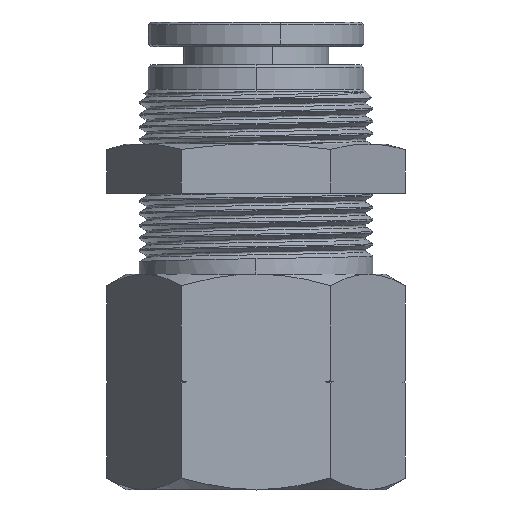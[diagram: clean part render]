
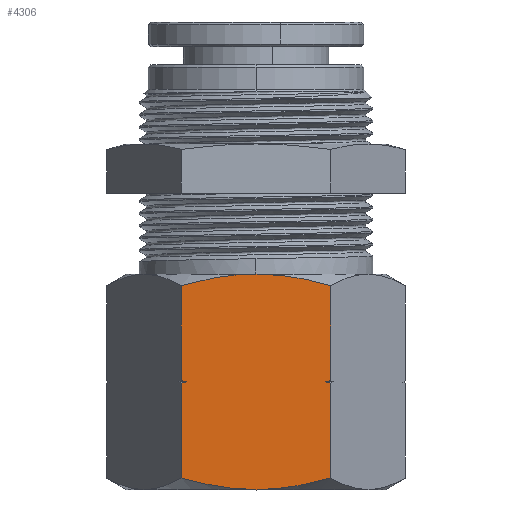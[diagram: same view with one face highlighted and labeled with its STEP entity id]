
A CAD part, top view. The second image highlights one B-rep face of the part: STEP entity #4306.
In plain terms, the highlighted planar face has unit normal (0, 0, 1).
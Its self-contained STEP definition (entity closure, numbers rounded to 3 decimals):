
#132 = EDGE_CURVE ( 'NONE', #25825, #23011, #24491, .T. ) ;
#258 = CARTESIAN_POINT ( 'NONE',  ( 6.062, -11.05, 10.5 ) ) ;
#483 = CARTESIAN_POINT ( 'NONE',  ( -5.926, -11.016, 10.5 ) ) ;
#596 = CARTESIAN_POINT ( 'NONE',  ( -5.789, -10.918, 10.5 ) ) ;
#1082 = VERTEX_POINT ( 'NONE', #26213 ) ;
#1385 = CARTESIAN_POINT ( 'NONE',  ( 6.062, -3.138, 10.5 ) ) ;
#1488 = DIRECTION ( 'NONE',  ( 0., -1., 0. ) ) ;
#1764 = CARTESIAN_POINT ( 'NONE',  ( -2.043, -2.288, 10.5 ) ) ;
#2177 = CARTESIAN_POINT ( 'NONE',  ( 1.029, -19.678, 10.5 ) ) ;
#2515 = CARTESIAN_POINT ( 'NONE',  ( 5.789, -10.918, 10.5 ) ) ;
#3436 = VERTEX_POINT ( 'NONE', #13917 ) ;
#3839 = B_SPLINE_CURVE_WITH_KNOTS ( 'NONE', 3,
 ( #30896, #33650, #7017, #25676, #9681, #28311 ),
 .UNSPECIFIED., .F., .F.,
 ( 4, 2, 4 ),
 ( 0.046, 0.049, 0.052 ),
 .UNSPECIFIED. ) ;
#3944 = CARTESIAN_POINT ( 'NONE',  ( -6.062, -18.762, 10.5 ) ) ;
#4006 = ORIENTED_EDGE ( 'NONE', *, *, #22038, .F. ) ;
#4177 = DIRECTION ( 'NONE',  ( 0., -1., 0. ) ) ;
#4205 = ORIENTED_EDGE ( 'NONE', *, *, #19282, .F. ) ;
#4306 = ADVANCED_FACE ( 'NONE', ( #24586 ), #17929, .F. ) ;
#4457 = CARTESIAN_POINT ( 'NONE',  ( 0., -2.2, 10.5 ) ) ;
#4715 = EDGE_CURVE ( 'NONE', #31039, #26125, #15189, .T. ) ;
#4777 = DIRECTION ( 'NONE',  ( 0., 0., -1. ) ) ;
#4819 = B_SPLINE_CURVE_WITH_KNOTS ( 'NONE', 3,
 ( #13990, #596, #22024, #6080 ),
 .UNSPECIFIED., .F., .F.,
 ( 4, 4 ),
 ( 0.02, 0.02 ),
 .UNSPECIFIED. ) ;
#4871 = CARTESIAN_POINT ( 'NONE',  ( 0., -19.7, 10.5 ) ) ;
#5331 = CARTESIAN_POINT ( 'NONE',  ( -5.652, -10.95, 10.5 ) ) ;
#5614 = LINE ( 'NONE', #18150, #18931 ) ;
#6053 = B_SPLINE_CURVE_WITH_KNOTS ( 'NONE', 3,
 ( #22959, #12363, #17718, #1764, #20386, #4457 ),
 .UNSPECIFIED., .F., .F.,
 ( 4, 2, 4 ),
 ( 0.011, 0.014, 0.017 ),
 .UNSPECIFIED. ) ;
#6080 = CARTESIAN_POINT ( 'NONE',  ( -6.062, -10.85, 10.5 ) ) ;
#6391 = B_SPLINE_CURVE_WITH_KNOTS ( 'NONE', 3,
 ( #34534, #15811, #2515, #21150 ),
 .UNSPECIFIED., .F., .F.,
 ( 4, 4 ),
 ( 0.008, 0.008 ),
 .UNSPECIFIED. ) ;
#6514 = VECTOR ( 'NONE', #1488, 1000. ) ;
#6706 = ORIENTED_EDGE ( 'NONE', *, *, #18317, .F. ) ;
#6943 = CARTESIAN_POINT ( 'NONE',  ( -6.062, -2.2, 10.5 ) ) ;
#7017 = CARTESIAN_POINT ( 'NONE',  ( -2.043, -19.612, 10.5 ) ) ;
#7219 = B_SPLINE_CURVE_WITH_KNOTS ( 'NONE', 3,
 ( #13551, #29512, #16253, #258 ),
 .UNSPECIFIED., .F., .F.,
 ( 4, 4 ),
 ( 0.02, 0.02 ),
 .UNSPECIFIED. ) ;
#7414 = CARTESIAN_POINT ( 'NONE',  ( 5.082, -19.045, 10.5 ) ) ;
#7496 = CARTESIAN_POINT ( 'NONE',  ( 1.029, -2.222, 10.5 ) ) ;
#8067 = EDGE_CURVE ( 'NONE', #16586, #16323, #21477, .T. ) ;
#8096 = VECTOR ( 'NONE', #4177, 1000. ) ;
#8385 = CARTESIAN_POINT ( 'NONE',  ( 6.062, -10.85, 10.5 ) ) ;
#8509 = CARTESIAN_POINT ( 'NONE',  ( -5.652, -10.95, 10.5 ) ) ;
#8859 = ORIENTED_EDGE ( 'NONE', *, *, #20204, .F. ) ;
#8921 = ORIENTED_EDGE ( 'NONE', *, *, #8067, .F. ) ;
#9681 = CARTESIAN_POINT ( 'NONE',  ( -5.075, -19.047, 10.5 ) ) ;
#10174 = CARTESIAN_POINT ( 'NONE',  ( 2.572, -2.373, 10.5 ) ) ;
#10978 = VERTEX_POINT ( 'NONE', #19231 ) ;
#11025 = EDGE_CURVE ( 'NONE', #19366, #26125, #4819, .T. ) ;
#11289 = B_SPLINE_CURVE_WITH_KNOTS ( 'NONE', 3,
 ( #12774, #7414, #15461, #34186, #18130, #2177, #20800, #4871 ),
 .UNSPECIFIED., .F., .F.,
 ( 4, 2, 2, 4 ),
 ( 0.039, 0.042, 0.044, 0.046 ),
 .UNSPECIFIED. ) ;
#12363 = CARTESIAN_POINT ( 'NONE',  ( -5.075, -2.853, 10.5 ) ) ;
#12774 = CARTESIAN_POINT ( 'NONE',  ( 6.062, -18.762, 10.5 ) ) ;
#12859 = CARTESIAN_POINT ( 'NONE',  ( 5.082, -2.855, 10.5 ) ) ;
#13268 = VERTEX_POINT ( 'NONE', #17868 ) ;
#13551 = CARTESIAN_POINT ( 'NONE',  ( 5.652, -10.95, 10.5 ) ) ;
#13917 = CARTESIAN_POINT ( 'NONE',  ( 6.062, -11.05, 10.5 ) ) ;
#13990 = CARTESIAN_POINT ( 'NONE',  ( -5.652, -10.95, 10.5 ) ) ;
#14756 = CARTESIAN_POINT ( 'NONE',  ( -6.062, -2.2, 10.5 ) ) ;
#15189 = LINE ( 'NONE', #14756, #8096 ) ;
#15461 = CARTESIAN_POINT ( 'NONE',  ( 4.089, -19.281, 10.5 ) ) ;
#15474 = DIRECTION ( 'NONE',  ( 0., -1., 0. ) ) ;
#15510 = EDGE_CURVE ( 'NONE', #25825, #19366, #20996, .T. ) ;
#15811 = CARTESIAN_POINT ( 'NONE',  ( 5.926, -10.884, 10.5 ) ) ;
#16253 = CARTESIAN_POINT ( 'NONE',  ( 5.926, -11.016, 10.5 ) ) ;
#16323 = VERTEX_POINT ( 'NONE', #8385 ) ;
#16586 = VERTEX_POINT ( 'NONE', #1385 ) ;
#16616 = ORIENTED_EDGE ( 'NONE', *, *, #132, .T. ) ;
#17718 = CARTESIAN_POINT ( 'NONE',  ( -4.066, -2.614, 10.5 ) ) ;
#17868 = CARTESIAN_POINT ( 'NONE',  ( 5.652, -10.95, 10.5 ) ) ;
#17929 = PLANE ( 'NONE',  #29080 ) ;
#17994 = CARTESIAN_POINT ( 'NONE',  ( 0., -2.2, 10.5 ) ) ;
#18130 = CARTESIAN_POINT ( 'NONE',  ( 2.061, -19.591, 10.5 ) ) ;
#18150 = CARTESIAN_POINT ( 'NONE',  ( 6.062, -2.2, 10.5 ) ) ;
#18317 = EDGE_CURVE ( 'NONE', #3436, #34187, #5614, .T. ) ;
#18931 = VECTOR ( 'NONE', #15474, 1000. ) ;
#19111 = CARTESIAN_POINT ( 'NONE',  ( -6.062, -11.05, 10.5 ) ) ;
#19231 = CARTESIAN_POINT ( 'NONE',  ( 0., -2.2, 10.5 ) ) ;
#19282 = EDGE_CURVE ( 'NONE', #34187, #1082, #11289, .T. ) ;
#19340 = EDGE_CURVE ( 'NONE', #16323, #13268, #6391, .T. ) ;
#19366 = VERTEX_POINT ( 'NONE', #5331 ) ;
#20204 = EDGE_CURVE ( 'NONE', #13268, #3436, #7219, .T. ) ;
#20311 = ORIENTED_EDGE ( 'NONE', *, *, #11025, .F. ) ;
#20386 = CARTESIAN_POINT ( 'NONE',  ( -1.026, -2.2, 10.5 ) ) ;
#20697 = CARTESIAN_POINT ( 'NONE',  ( -6.062, -2.2, 10.5 ) ) ;
#20767 = CARTESIAN_POINT ( 'NONE',  ( 0.513, -2.2, 10.5 ) ) ;
#20800 = CARTESIAN_POINT ( 'NONE',  ( 0.513, -19.7, 10.5 ) ) ;
#20892 = DIRECTION ( 'NONE',  ( 0., -1., 0. ) ) ;
#20996 = B_SPLINE_CURVE_WITH_KNOTS ( 'NONE', 3,
 ( #19111, #483, #24503, #8509 ),
 .UNSPECIFIED., .F., .F.,
 ( 4, 4 ),
 ( 0.008, 0.008 ),
 .UNSPECIFIED. ) ;
#21150 = CARTESIAN_POINT ( 'NONE',  ( 5.652, -10.95, 10.5 ) ) ;
#21477 = LINE ( 'NONE', #30743, #6514 ) ;
#22024 = CARTESIAN_POINT ( 'NONE',  ( -5.926, -10.884, 10.5 ) ) ;
#22038 = EDGE_CURVE ( 'NONE', #10978, #16586, #23137, .T. ) ;
#22959 = CARTESIAN_POINT ( 'NONE',  ( -6.062, -3.138, 10.5 ) ) ;
#23011 = VERTEX_POINT ( 'NONE', #3944 ) ;
#23137 = B_SPLINE_CURVE_WITH_KNOTS ( 'NONE', 3,
 ( #17994, #20767, #7496, #26158, #10174, #28814, #12859, #31527 ),
 .UNSPECIFIED., .F., .F.,
 ( 4, 2, 2, 4 ),
 ( 0.017, 0.019, 0.02, 0.024 ),
 .UNSPECIFIED. ) ;
#23403 = DIRECTION ( 'NONE',  ( -1., 0., 0. ) ) ;
#24452 = CARTESIAN_POINT ( 'NONE',  ( -6.062, -10.85, 10.5 ) ) ;
#24491 = LINE ( 'NONE', #6943, #31577 ) ;
#24503 = CARTESIAN_POINT ( 'NONE',  ( -5.789, -10.982, 10.5 ) ) ;
#24586 = FACE_OUTER_BOUND ( 'NONE', #27041, .T. ) ;
#25078 = CARTESIAN_POINT ( 'NONE',  ( -6.062, -11.05, 10.5 ) ) ;
#25300 = ORIENTED_EDGE ( 'NONE', *, *, #30123, .F. ) ;
#25578 = ORIENTED_EDGE ( 'NONE', *, *, #4715, .T. ) ;
#25676 = CARTESIAN_POINT ( 'NONE',  ( -4.066, -19.286, 10.5 ) ) ;
#25825 = VERTEX_POINT ( 'NONE', #25078 ) ;
#26125 = VERTEX_POINT ( 'NONE', #24452 ) ;
#26158 = CARTESIAN_POINT ( 'NONE',  ( 2.061, -2.309, 10.5 ) ) ;
#26213 = CARTESIAN_POINT ( 'NONE',  ( 0., -19.7, 10.5 ) ) ;
#27041 = EDGE_LOOP ( 'NONE', ( #20311, #27778, #16616, #33430, #4205, #6706, #8859, #34213, #8921, #4006, #25300, #25578 ) ) ;
#27778 = ORIENTED_EDGE ( 'NONE', *, *, #15510, .F. ) ;
#28311 = CARTESIAN_POINT ( 'NONE',  ( -6.062, -18.762, 10.5 ) ) ;
#28814 = CARTESIAN_POINT ( 'NONE',  ( 4.089, -2.619, 10.5 ) ) ;
#29080 = AXIS2_PLACEMENT_3D ( 'NONE', #20697, #4777, #23403 ) ;
#29512 = CARTESIAN_POINT ( 'NONE',  ( 5.789, -10.982, 10.5 ) ) ;
#30084 = EDGE_CURVE ( 'NONE', #1082, #23011, #3839, .T. ) ;
#30123 = EDGE_CURVE ( 'NONE', #31039, #10978, #6053, .T. ) ;
#30743 = CARTESIAN_POINT ( 'NONE',  ( 6.062, -2.2, 10.5 ) ) ;
#30896 = CARTESIAN_POINT ( 'NONE',  ( 0., -19.7, 10.5 ) ) ;
#31039 = VERTEX_POINT ( 'NONE', #34151 ) ;
#31527 = CARTESIAN_POINT ( 'NONE',  ( 6.062, -3.138, 10.5 ) ) ;
#31577 = VECTOR ( 'NONE', #20892, 1000. ) ;
#32566 = CARTESIAN_POINT ( 'NONE',  ( 6.062, -18.762, 10.5 ) ) ;
#33430 = ORIENTED_EDGE ( 'NONE', *, *, #30084, .F. ) ;
#33650 = CARTESIAN_POINT ( 'NONE',  ( -1.026, -19.7, 10.5 ) ) ;
#34151 = CARTESIAN_POINT ( 'NONE',  ( -6.062, -3.138, 10.5 ) ) ;
#34186 = CARTESIAN_POINT ( 'NONE',  ( 2.572, -19.527, 10.5 ) ) ;
#34187 = VERTEX_POINT ( 'NONE', #32566 ) ;
#34213 = ORIENTED_EDGE ( 'NONE', *, *, #19340, .F. ) ;
#34534 = CARTESIAN_POINT ( 'NONE',  ( 6.062, -10.85, 10.5 ) ) ;
